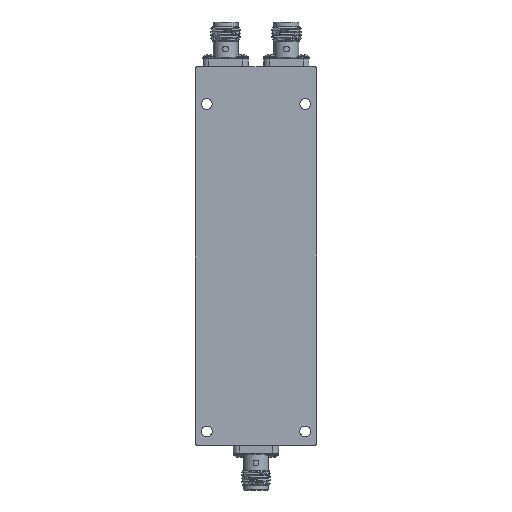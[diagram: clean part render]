
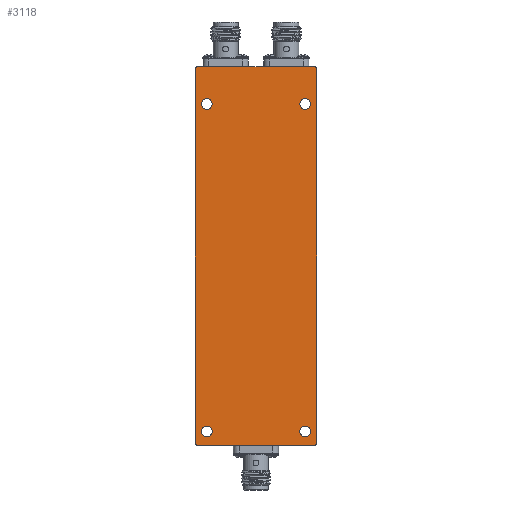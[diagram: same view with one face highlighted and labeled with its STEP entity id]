
A CAD part, front view. The second image highlights one B-rep face of the part: STEP entity #3118.
In plain terms, the highlighted planar face has unit normal (0, -1, 0).
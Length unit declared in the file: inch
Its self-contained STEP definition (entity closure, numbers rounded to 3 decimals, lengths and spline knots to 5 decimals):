
#18 = FACE_BOUND ( 'NONE', #12453, .T. ) ;
#85 = CIRCLE ( 'NONE', #6837, 0.045 ) ;
#146 = DIRECTION ( 'NONE',  ( 0., 0., -1. ) ) ;
#284 = CARTESIAN_POINT ( 'NONE',  ( -0.41339, -0.19685, 1.32453 ) ) ;
#495 = EDGE_CURVE ( 'NONE', #8281, #4531, #22940, .T. ) ;
#1104 = DIRECTION ( 'NONE',  ( 0., 1., 0. ) ) ;
#1584 = CARTESIAN_POINT ( 'NONE',  ( 0.51181, -0.19685, 1.57449 ) ) ;
#1684 = VERTEX_POINT ( 'NONE', #12176 ) ;
#2013 = DIRECTION ( 'NONE',  ( 0., -1., 0. ) ) ;
#2291 = VECTOR ( 'NONE', #16939, 39.37008 ) ;
#2465 = FACE_BOUND ( 'NONE', #25987, .T. ) ;
#2589 = CARTESIAN_POINT ( 'NONE',  ( -0.51181, -0.19685, 1.57449 ) ) ;
#2689 = EDGE_CURVE ( 'NONE', #1684, #13283, #14346, .T. ) ;
#2786 = FACE_OUTER_BOUND ( 'NONE', #15146, .T. ) ;
#2816 = VERTEX_POINT ( 'NONE', #1584 ) ;
#2905 = DIRECTION ( 'NONE',  ( 0., 0., 1. ) ) ;
#3118 = ADVANCED_FACE ( 'NONE', ( #2786, #2465, #26901, #22323, #18 ), #27387, .T. ) ;
#3343 = LINE ( 'NONE', #20614, #25513 ) ;
#3366 = VERTEX_POINT ( 'NONE', #284 ) ;
#3391 = DIRECTION ( 'NONE',  ( 0., 0., 1. ) ) ;
#4185 = VERTEX_POINT ( 'NONE', #4909 ) ;
#4531 = VERTEX_POINT ( 'NONE', #2589 ) ;
#4774 = AXIS2_PLACEMENT_3D ( 'NONE', #30596, #1104, #13329 ) ;
#4909 = CARTESIAN_POINT ( 'NONE',  ( -0.49181, -0.19685, 1.59449 ) ) ;
#5382 = LINE ( 'NONE', #8476, #23137 ) ;
#5595 = ORIENTED_EDGE ( 'NONE', *, *, #2689, .F. ) ;
#6012 = AXIS2_PLACEMENT_3D ( 'NONE', #14966, #29641, #146 ) ;
#6758 = CARTESIAN_POINT ( 'NONE',  ( -0.41339, -0.19685, -1.43138 ) ) ;
#6837 = AXIS2_PLACEMENT_3D ( 'NONE', #15121, #7785, #2905 ) ;
#7466 = AXIS2_PLACEMENT_3D ( 'NONE', #9838, #2013, #11787 ) ;
#7785 = DIRECTION ( 'NONE',  ( 0., 1., 0. ) ) ;
#7925 = VERTEX_POINT ( 'NONE', #8083 ) ;
#8083 = CARTESIAN_POINT ( 'NONE',  ( 0.41339, -0.19685, 1.32453 ) ) ;
#8281 = VERTEX_POINT ( 'NONE', #9674 ) ;
#8432 = CARTESIAN_POINT ( 'NONE',  ( 0.41339, -0.19685, 1.27953 ) ) ;
#8476 = CARTESIAN_POINT ( 'NONE',  ( -0.51181, -0.19685, 1.59449 ) ) ;
#9001 = CARTESIAN_POINT ( 'NONE',  ( 0.49181, -0.19685, -1.57449 ) ) ;
#9170 = ORIENTED_EDGE ( 'NONE', *, *, #17998, .T. ) ;
#9330 = EDGE_LOOP ( 'NONE', ( #20851 ) ) ;
#9674 = CARTESIAN_POINT ( 'NONE',  ( -0.51181, -0.19685, -1.57449 ) ) ;
#9838 = CARTESIAN_POINT ( 'NONE',  ( 0.49181, -0.19685, 1.57449 ) ) ;
#9952 = CARTESIAN_POINT ( 'NONE',  ( 0., -0.19685, 0. ) ) ;
#10214 = CARTESIAN_POINT ( 'NONE',  ( 0.41339, -0.19685, -1.43138 ) ) ;
#10268 = ORIENTED_EDGE ( 'NONE', *, *, #13238, .T. ) ;
#10562 = CARTESIAN_POINT ( 'NONE',  ( -0.51181, -0.19685, 1.59449 ) ) ;
#10746 = AXIS2_PLACEMENT_3D ( 'NONE', #26283, #15872, #23362 ) ;
#11014 = VERTEX_POINT ( 'NONE', #6758 ) ;
#11304 = ORIENTED_EDGE ( 'NONE', *, *, #30789, .F. ) ;
#11480 = EDGE_CURVE ( 'NONE', #2816, #12742, #3343, .T. ) ;
#11490 = CIRCLE ( 'NONE', #28686, 0.02 ) ;
#11787 = DIRECTION ( 'NONE',  ( 0., 0., -1. ) ) ;
#12176 = CARTESIAN_POINT ( 'NONE',  ( 0.49181, -0.19685, -1.59449 ) ) ;
#12197 = EDGE_CURVE ( 'NONE', #8281, #13283, #11490, .T. ) ;
#12453 = EDGE_LOOP ( 'NONE', ( #10268 ) ) ;
#12635 = DIRECTION ( 'NONE',  ( 0., 0., -1. ) ) ;
#12742 = VERTEX_POINT ( 'NONE', #24121 ) ;
#13149 = EDGE_CURVE ( 'NONE', #3366, #3366, #85, .T. ) ;
#13238 = EDGE_CURVE ( 'NONE', #7925, #7925, #29220, .T. ) ;
#13270 = CIRCLE ( 'NONE', #7466, 0.02 ) ;
#13283 = VERTEX_POINT ( 'NONE', #18370 ) ;
#13285 = EDGE_CURVE ( 'NONE', #13468, #13468, #17251, .T. ) ;
#13329 = DIRECTION ( 'NONE',  ( 0., 0., 1. ) ) ;
#13468 = VERTEX_POINT ( 'NONE', #10214 ) ;
#14062 = DIRECTION ( 'NONE',  ( 0., -1., 0. ) ) ;
#14346 = LINE ( 'NONE', #24271, #2291 ) ;
#14430 = ORIENTED_EDGE ( 'NONE', *, *, #495, .F. ) ;
#14966 = CARTESIAN_POINT ( 'NONE',  ( -0.49181, -0.19685, 1.57449 ) ) ;
#15121 = CARTESIAN_POINT ( 'NONE',  ( -0.41339, -0.19685, 1.27953 ) ) ;
#15146 = EDGE_LOOP ( 'NONE', ( #14430, #15501, #5595, #18657, #24872, #19231, #11304, #15588 ) ) ;
#15157 = DIRECTION ( 'NONE',  ( 0., 0., -1. ) ) ;
#15501 = ORIENTED_EDGE ( 'NONE', *, *, #12197, .T. ) ;
#15588 = ORIENTED_EDGE ( 'NONE', *, *, #16494, .T. ) ;
#15872 = DIRECTION ( 'NONE',  ( 0., 1., 0. ) ) ;
#16494 = EDGE_CURVE ( 'NONE', #4185, #4531, #27337, .T. ) ;
#16939 = DIRECTION ( 'NONE',  ( -1., 0., 0. ) ) ;
#17251 = CIRCLE ( 'NONE', #4774, 0.045 ) ;
#17306 = VECTOR ( 'NONE', #18061, 39.37008 ) ;
#17998 = EDGE_CURVE ( 'NONE', #11014, #11014, #29474, .T. ) ;
#18061 = DIRECTION ( 'NONE',  ( 0., 0., 1. ) ) ;
#18243 = DIRECTION ( 'NONE',  ( 0., -1., 0. ) ) ;
#18370 = CARTESIAN_POINT ( 'NONE',  ( -0.49181, -0.19685, -1.59449 ) ) ;
#18407 = DIRECTION ( 'NONE',  ( 0., 0., -1. ) ) ;
#18657 = ORIENTED_EDGE ( 'NONE', *, *, #26360, .T. ) ;
#19231 = ORIENTED_EDGE ( 'NONE', *, *, #28712, .T. ) ;
#19900 = DIRECTION ( 'NONE',  ( 0., -1., 0. ) ) ;
#20208 = AXIS2_PLACEMENT_3D ( 'NONE', #9001, #14062, #21539 ) ;
#20614 = CARTESIAN_POINT ( 'NONE',  ( 0.51181, -0.19685, 1.59449 ) ) ;
#20851 = ORIENTED_EDGE ( 'NONE', *, *, #13149, .T. ) ;
#21539 = DIRECTION ( 'NONE',  ( 0., 0., -1. ) ) ;
#21590 = EDGE_LOOP ( 'NONE', ( #9170 ) ) ;
#22323 = FACE_BOUND ( 'NONE', #21590, .T. ) ;
#22940 = LINE ( 'NONE', #10562, #17306 ) ;
#23137 = VECTOR ( 'NONE', #25897, 39.37008 ) ;
#23362 = DIRECTION ( 'NONE',  ( 0., 0., 1. ) ) ;
#23412 = DIRECTION ( 'NONE',  ( 0., 1., 0. ) ) ;
#23492 = AXIS2_PLACEMENT_3D ( 'NONE', #8432, #23412, #3391 ) ;
#24121 = CARTESIAN_POINT ( 'NONE',  ( 0.51181, -0.19685, -1.57449 ) ) ;
#24271 = CARTESIAN_POINT ( 'NONE',  ( -0.51181, -0.19685, -1.59449 ) ) ;
#24804 = CARTESIAN_POINT ( 'NONE',  ( 0.49181, -0.19685, 1.59449 ) ) ;
#24872 = ORIENTED_EDGE ( 'NONE', *, *, #11480, .F. ) ;
#25513 = VECTOR ( 'NONE', #12635, 39.37008 ) ;
#25897 = DIRECTION ( 'NONE',  ( 1., 0., 0. ) ) ;
#25987 = EDGE_LOOP ( 'NONE', ( #31979 ) ) ;
#26283 = CARTESIAN_POINT ( 'NONE',  ( -0.41339, -0.19685, -1.47638 ) ) ;
#26360 = EDGE_CURVE ( 'NONE', #1684, #12742, #29036, .T. ) ;
#26901 = FACE_BOUND ( 'NONE', #9330, .T. ) ;
#27217 = CARTESIAN_POINT ( 'NONE',  ( -0.49181, -0.19685, -1.57449 ) ) ;
#27337 = CIRCLE ( 'NONE', #6012, 0.02 ) ;
#27387 = PLANE ( 'NONE',  #31972 ) ;
#27857 = VERTEX_POINT ( 'NONE', #24804 ) ;
#28686 = AXIS2_PLACEMENT_3D ( 'NONE', #27217, #18243, #18407 ) ;
#28712 = EDGE_CURVE ( 'NONE', #2816, #27857, #13270, .T. ) ;
#29036 = CIRCLE ( 'NONE', #20208, 0.02 ) ;
#29220 = CIRCLE ( 'NONE', #23492, 0.045 ) ;
#29474 = CIRCLE ( 'NONE', #10746, 0.045 ) ;
#29641 = DIRECTION ( 'NONE',  ( 0., -1., 0. ) ) ;
#30596 = CARTESIAN_POINT ( 'NONE',  ( 0.41339, -0.19685, -1.47638 ) ) ;
#30789 = EDGE_CURVE ( 'NONE', #4185, #27857, #5382, .T. ) ;
#31972 = AXIS2_PLACEMENT_3D ( 'NONE', #9952, #19900, #15157 ) ;
#31979 = ORIENTED_EDGE ( 'NONE', *, *, #13285, .T. ) ;
